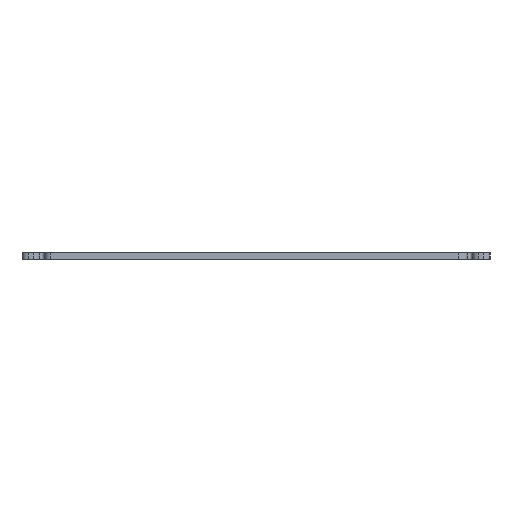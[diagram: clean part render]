
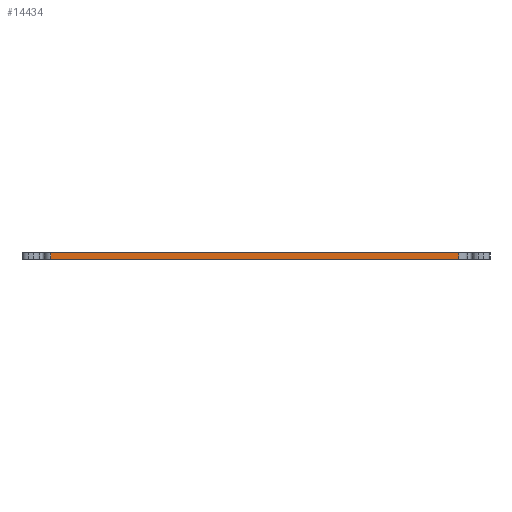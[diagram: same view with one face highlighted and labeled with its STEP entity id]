
A CAD part, front view. The second image highlights one B-rep face of the part: STEP entity #14434.
In plain terms, the highlighted planar face has unit normal (0, -1, 0).
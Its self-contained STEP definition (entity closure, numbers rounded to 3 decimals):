
#183=PLANE('',#15911);
#592=FACE_OUTER_BOUND('',#1491,.T.);
#1491=EDGE_LOOP('',(#11223,#11224,#11225,#11226));
#2244=LINE('',#21216,#3739);
#2627=LINE('',#22676,#4122);
#3005=LINE('',#24087,#4500);
#3006=LINE('',#24089,#4501);
#3739=VECTOR('',#16754,10.);
#4122=VECTOR('',#17851,10.);
#4500=VECTOR('',#18947,10.);
#4501=VECTOR('',#18950,10.);
#5988=VERTEX_POINT('',#21213);
#5989=VERTEX_POINT('',#21215);
#6708=VERTEX_POINT('',#22673);
#6709=VERTEX_POINT('',#22675);
#7469=EDGE_CURVE('',#5988,#5989,#2244,.T.);
#8204=EDGE_CURVE('',#6708,#6709,#2627,.T.);
#8917=EDGE_CURVE('',#5989,#6708,#3005,.T.);
#8918=EDGE_CURVE('',#5988,#6709,#3006,.T.);
#11223=ORIENTED_EDGE('',*,*,#8917,.F.);
#11224=ORIENTED_EDGE('',*,*,#7469,.F.);
#11225=ORIENTED_EDGE('',*,*,#8918,.T.);
#11226=ORIENTED_EDGE('',*,*,#8204,.F.);
#14434=ADVANCED_FACE('',(#592),#183,.F.);
#15911=AXIS2_PLACEMENT_3D('',#24088,#18948,#18949);
#16754=DIRECTION('',(1.,0.,0.));
#17851=DIRECTION('',(-1.,0.,0.));
#18947=DIRECTION('',(0.,0.,-1.));
#18948=DIRECTION('center_axis',(0.,1.,0.));
#18949=DIRECTION('ref_axis',(0.,0.,1.));
#18950=DIRECTION('',(0.,0.,-1.));
#21213=CARTESIAN_POINT('',(-44.212,-152.875,-16.039));
#21215=CARTESIAN_POINT('',(47.188,-152.875,-16.039));
#21216=CARTESIAN_POINT('',(24.141,-152.875,-16.039));
#22673=CARTESIAN_POINT('',(47.188,-152.875,-17.539));
#22675=CARTESIAN_POINT('',(-44.212,-152.875,-17.539));
#22676=CARTESIAN_POINT('',(-21.312,-152.875,-17.539));
#24087=CARTESIAN_POINT('',(47.188,-152.875,-17.539));
#24088=CARTESIAN_POINT('Origin',(-47.362,-152.875,-18.689));
#24089=CARTESIAN_POINT('',(-44.212,-152.875,-17.539));
